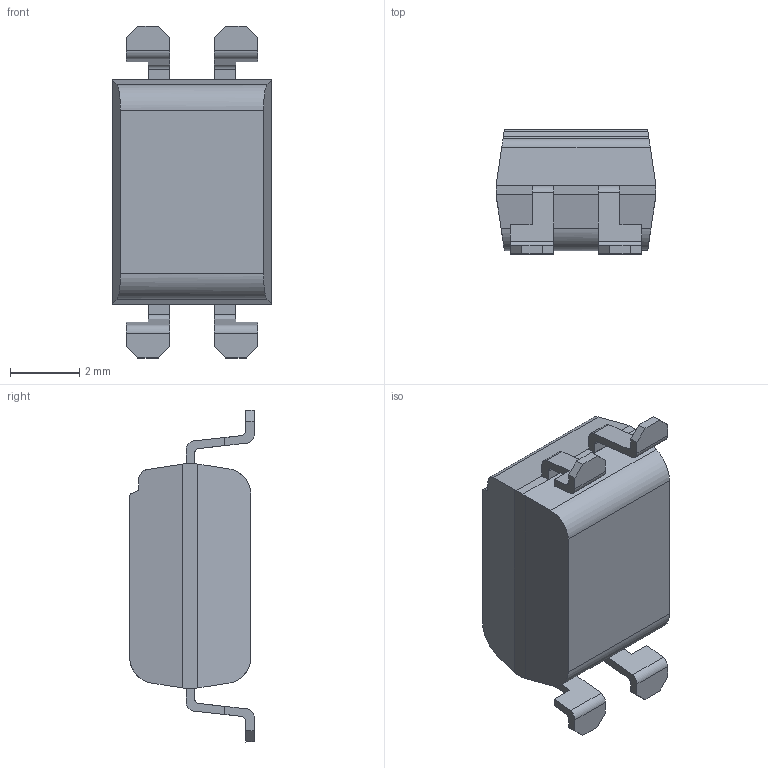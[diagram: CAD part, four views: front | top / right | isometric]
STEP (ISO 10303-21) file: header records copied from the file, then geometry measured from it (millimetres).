
FILE_DESCRIPTION(('STEP AP242'),'1');
FILE_NAME('pc817x1nip1b.stp','2020-11-05T18:56:24',('TraceParts'),('TraceParts S.A.'),'Spatial InterOp 3D',' ',' ');
FILE_SCHEMA(('AP242_MANAGED_MODEL_BASED_3D_ENGINEERING_MIM_LF {1 0 10303 442 1 1 4}'));
Length unit declared in the file: millimetre
Products named in the file (1): pc817x1nip1b
Bounding box: 4.6 x 3.6 x 9.6 mm (x, y, z)
Volume: 97.3 mm3; surface area: 149.6 mm2
Topology: 1 solids, 1 shells, 93 faces, 258 edges, 172 vertices
Faces by surface type: plane 69, cylinder 24
Entity records: 3720 total; most frequent: CARTESIAN_POINT 524, ORIENTED_EDGE 516, DIRECTION 494, EDGE_CURVE 258, LINE 210, VECTOR 210, VERTEX_POINT 172, AXIS2_PLACEMENT_3D 142
